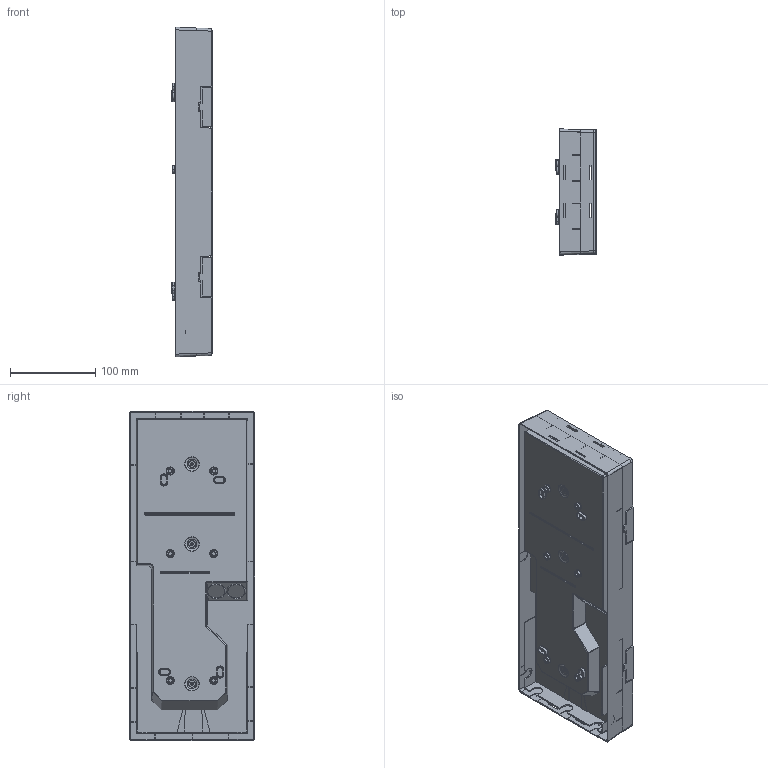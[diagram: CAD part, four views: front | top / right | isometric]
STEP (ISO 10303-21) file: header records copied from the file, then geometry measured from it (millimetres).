
FILE_DESCRIPTION((''),'2;1');
FILE_NAME('','',('none'),('none'),'','','none');
FILE_SCHEMA(('CONFIG_CONTROL_DESIGN'));
Length unit declared in the file: millimetre
Products named in the file (1): EN10077210
Bounding box: 47 x 147.62 x 386.62 mm (x, y, z)
Volume: 1409592.7 mm3; surface area: 346975.5 mm2
Topology: 13 solids, 13 shells, 866 faces, 2189 edges, 1365 vertices
Faces by surface type: plane 441, cylinder 248, torus 86, bspline 54, cone 22, sphere 9, revolution 6
Entity records: 27402 total; most frequent: CARTESIAN_POINT 8617, ORIENTED_EDGE 4344, DIRECTION 2942, EDGE_CURVE 2172, VECTOR 1368, LINE 1368, VERTEX_POINT 1365, AXIS2_PLACEMENT_3D 1042
